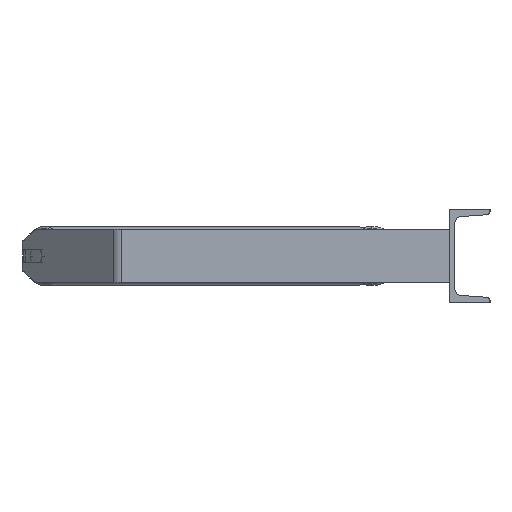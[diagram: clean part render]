
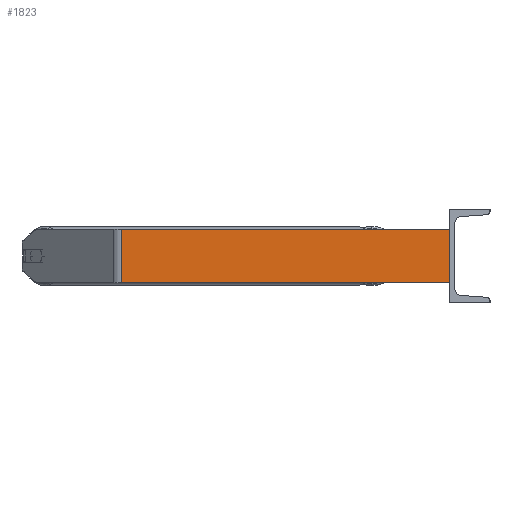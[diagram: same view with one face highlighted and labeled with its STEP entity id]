
A CAD part, left-side view. The second image highlights one B-rep face of the part: STEP entity #1823.
In plain terms, the highlighted planar face has unit normal (-1, 0, 0).
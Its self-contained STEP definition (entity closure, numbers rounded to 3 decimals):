
#222 = CARTESIAN_POINT ( 'NONE',  ( -985., 492.565, 40. ) ) ;
#690 = DIRECTION ( 'NONE',  ( 0., 1., 0. ) ) ;
#1001 = CARTESIAN_POINT ( 'NONE',  ( -985., 499.192, -40. ) ) ;
#1135 = EDGE_LOOP ( 'NONE', ( #6135, #8973, #2303, #5056 ) ) ;
#1823 = ADVANCED_FACE ( 'NONE', ( #4244 ), #4163, .F. ) ;
#2077 = EDGE_CURVE ( 'NONE', #3155, #7513, #5074, .T. ) ;
#2303 = ORIENTED_EDGE ( 'NONE', *, *, #7897, .F. ) ;
#2313 = CARTESIAN_POINT ( 'NONE',  ( -985., 492.565, 40. ) ) ;
#2380 = VECTOR ( 'NONE', #7118, 1000. ) ;
#2585 = VECTOR ( 'NONE', #7817, 1000. ) ;
#2767 = VERTEX_POINT ( 'NONE', #222 ) ;
#2911 = CARTESIAN_POINT ( 'NONE',  ( -985., 499.192, 40. ) ) ;
#3155 = VERTEX_POINT ( 'NONE', #5019 ) ;
#3836 = LINE ( 'NONE', #2313, #6767 ) ;
#4115 = DIRECTION ( 'NONE',  ( 1., 0., 0. ) ) ;
#4163 = PLANE ( 'NONE',  #4290 ) ;
#4200 = CARTESIAN_POINT ( 'NONE',  ( -985., 499.192, 40. ) ) ;
#4244 = FACE_OUTER_BOUND ( 'NONE', #1135, .T. ) ;
#4290 = AXIS2_PLACEMENT_3D ( 'NONE', #4200, #4115, #690 ) ;
#4528 = CARTESIAN_POINT ( 'NONE',  ( -985., 0., 40. ) ) ;
#4838 = EDGE_CURVE ( 'NONE', #5847, #7513, #7886, .T. ) ;
#5019 = CARTESIAN_POINT ( 'NONE',  ( -985., 0., 40. ) ) ;
#5056 = ORIENTED_EDGE ( 'NONE', *, *, #6098, .T. ) ;
#5074 = LINE ( 'NONE', #4528, #2585 ) ;
#5847 = VERTEX_POINT ( 'NONE', #7561 ) ;
#5960 = DIRECTION ( 'NONE',  ( 0., 0., -1. ) ) ;
#6098 = EDGE_CURVE ( 'NONE', #2767, #5847, #3836, .T. ) ;
#6135 = ORIENTED_EDGE ( 'NONE', *, *, #4838, .T. ) ;
#6482 = DIRECTION ( 'NONE',  ( 0., -1., 0. ) ) ;
#6767 = VECTOR ( 'NONE', #5960, 1000. ) ;
#7118 = DIRECTION ( 'NONE',  ( 0., -1., 0. ) ) ;
#7513 = VERTEX_POINT ( 'NONE', #7875 ) ;
#7561 = CARTESIAN_POINT ( 'NONE',  ( -985., 492.565, -40. ) ) ;
#7817 = DIRECTION ( 'NONE',  ( 0., 0., -1. ) ) ;
#7875 = CARTESIAN_POINT ( 'NONE',  ( -985., 0., -40. ) ) ;
#7886 = LINE ( 'NONE', #1001, #2380 ) ;
#7897 = EDGE_CURVE ( 'NONE', #2767, #3155, #8273, .T. ) ;
#8273 = LINE ( 'NONE', #2911, #8927 ) ;
#8927 = VECTOR ( 'NONE', #6482, 1000. ) ;
#8973 = ORIENTED_EDGE ( 'NONE', *, *, #2077, .F. ) ;
